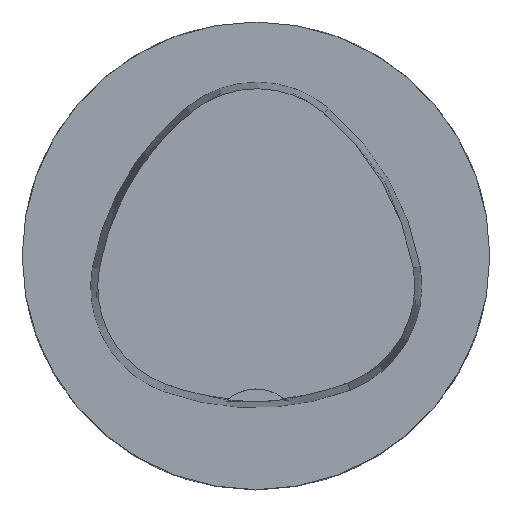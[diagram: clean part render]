
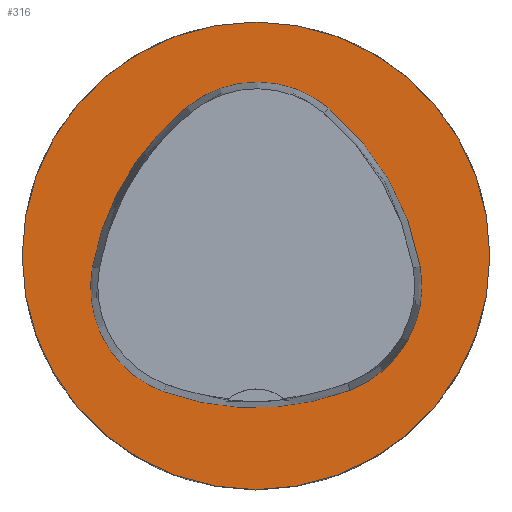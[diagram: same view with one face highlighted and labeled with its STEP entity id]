
A CAD part, top view. The second image highlights one B-rep face of the part: STEP entity #316.
In plain terms, the highlighted planar face has unit normal (0, 0, 1).
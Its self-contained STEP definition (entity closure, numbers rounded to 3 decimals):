
#163=PLANE('',#1543);
#316=ADVANCED_FACE('',(#547,#548),#163,.T.);
#547=FACE_BOUND('',#627,.T.);
#548=FACE_BOUND('',#628,.T.);
#627=EDGE_LOOP('',(#990,#991,#992,#993,#994,#995));
#628=EDGE_LOOP('',(#996));
#990=ORIENTED_EDGE('',*,*,#1351,.T.);
#991=ORIENTED_EDGE('',*,*,#1331,.T.);
#992=ORIENTED_EDGE('',*,*,#1335,.T.);
#993=ORIENTED_EDGE('',*,*,#1338,.T.);
#994=ORIENTED_EDGE('',*,*,#1341,.T.);
#995=ORIENTED_EDGE('',*,*,#1349,.T.);
#996=ORIENTED_EDGE('',*,*,#1176,.F.);
#1044=VERTEX_POINT('',#1929);
#1151=VERTEX_POINT('',#2619);
#1152=VERTEX_POINT('',#2620);
#1155=VERTEX_POINT('',#2628);
#1157=VERTEX_POINT('',#2634);
#1159=VERTEX_POINT('',#2640);
#1166=VERTEX_POINT('',#2661);
#1176=EDGE_CURVE('',#1044,#1044,#1364,.T.);
#1331=EDGE_CURVE('',#1151,#1152,#1379,.T.);
#1335=EDGE_CURVE('',#1152,#1155,#1381,.T.);
#1338=EDGE_CURVE('',#1155,#1157,#1383,.T.);
#1341=EDGE_CURVE('',#1157,#1159,#1385,.T.);
#1349=EDGE_CURVE('',#1159,#1166,#1389,.T.);
#1351=EDGE_CURVE('',#1166,#1151,#1391,.T.);
#1364=CIRCLE('',#1442,31.5);
#1379=CIRCLE('',#1521,36.);
#1381=CIRCLE('',#1524,15.);
#1383=CIRCLE('',#1527,36.);
#1385=CIRCLE('',#1530,15.);
#1389=CIRCLE('',#1535,36.);
#1391=CIRCLE('',#1538,15.);
#1442=AXIS2_PLACEMENT_3D('',#1928,#1583,#1584);
#1521=AXIS2_PLACEMENT_3D('',#2618,#1811,#1812);
#1524=AXIS2_PLACEMENT_3D('',#2627,#1819,#1820);
#1527=AXIS2_PLACEMENT_3D('',#2633,#1826,#1827);
#1530=AXIS2_PLACEMENT_3D('',#2639,#1833,#1834);
#1535=AXIS2_PLACEMENT_3D('',#2662,#1845,#1846);
#1538=AXIS2_PLACEMENT_3D('',#2665,#1851,#1852);
#1543=AXIS2_PLACEMENT_3D('',#2670,#1861,#1862);
#1583=DIRECTION('',(0.,0.,-1.));
#1584=DIRECTION('',(-1.,0.,0.));
#1811=DIRECTION('',(0.,0.,-1.));
#1812=DIRECTION('',(-1.,0.,0.));
#1819=DIRECTION('',(0.,0.,-1.));
#1820=DIRECTION('',(-1.,0.,0.));
#1826=DIRECTION('',(0.,0.,-1.));
#1827=DIRECTION('',(-1.,0.,0.));
#1833=DIRECTION('',(0.,0.,-1.));
#1834=DIRECTION('',(-1.,0.,0.));
#1845=DIRECTION('',(0.,0.,-1.));
#1846=DIRECTION('',(-1.,0.,0.));
#1851=DIRECTION('',(0.,0.,-1.));
#1852=DIRECTION('',(-1.,0.,0.));
#1861=DIRECTION('',(0.,0.,1.));
#1862=DIRECTION('',(1.,0.,0.));
#1928=CARTESIAN_POINT('',(0.,0.,0.));
#1929=CARTESIAN_POINT('',(-31.5,0.,0.));
#2618=CARTESIAN_POINT('',(13.398,-7.893,0.));
#2619=CARTESIAN_POINT('',(-22.041,-1.562,0.));
#2620=CARTESIAN_POINT('',(-9.317,20.036,0.));
#2627=CARTESIAN_POINT('',(0.148,8.399,0.));
#2628=CARTESIAN_POINT('',(9.779,19.898,0.));
#2633=CARTESIAN_POINT('',(-13.337,-7.7,0.));
#2634=CARTESIAN_POINT('',(22.122,-1.48,0.));
#2639=CARTESIAN_POINT('',(7.347,-4.071,0.));
#2640=CARTESIAN_POINT('',(12.693,-18.087,0.));
#2661=CARTESIAN_POINT('',(-12.373,-18.307,0.));
#2662=CARTESIAN_POINT('',(-0.137,15.55,0.));
#2665=CARTESIAN_POINT('',(-7.275,-4.2,0.));
#2670=CARTESIAN_POINT('',(0.,0.,0.));
